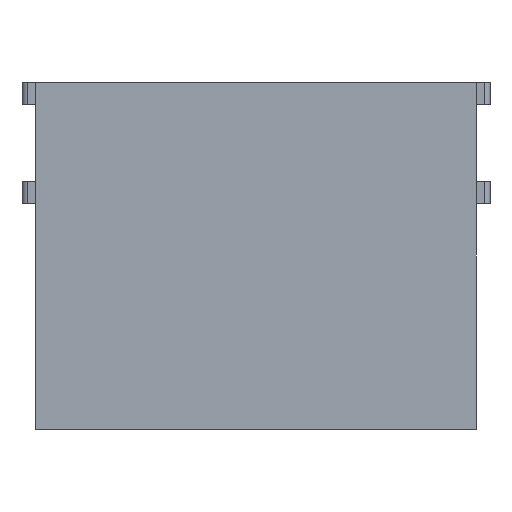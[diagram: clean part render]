
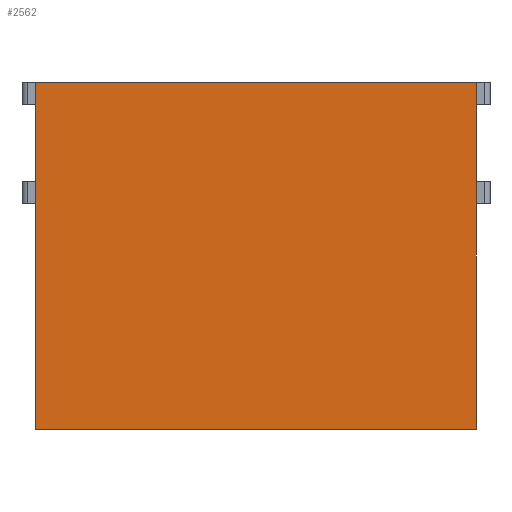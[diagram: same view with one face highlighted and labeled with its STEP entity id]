
A CAD part, front view. The second image highlights one B-rep face of the part: STEP entity #2562.
In plain terms, the highlighted planar face has unit normal (0, -1, 0).
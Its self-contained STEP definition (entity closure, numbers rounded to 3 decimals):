
#111 = PLANE('',#112);
#112 = AXIS2_PLACEMENT_3D('',#113,#114,#115);
#113 = CARTESIAN_POINT('',(-281.5,59.,133.));
#114 = DIRECTION('',(0.,0.,1.));
#115 = DIRECTION('',(0.,-1.,0.));
#274 = PLANE('',#275);
#275 = AXIS2_PLACEMENT_3D('',#276,#277,#278);
#276 = CARTESIAN_POINT('',(-279.,93.,70.));
#277 = DIRECTION('',(1.,0.,0.));
#278 = DIRECTION('',(0.,0.,1.));
#442 = VERTEX_POINT('',#443);
#443 = CARTESIAN_POINT('',(-279.,13.,133.));
#464 = EDGE_CURVE('',#442,#465,#467,.T.);
#465 = VERTEX_POINT('',#466);
#466 = CARTESIAN_POINT('',(-199.,13.,133.));
#467 = SURFACE_CURVE('',#468,(#472,#479),.PCURVE_S1.);
#468 = LINE('',#469,#470);
#469 = CARTESIAN_POINT('',(-279.,13.,133.));
#470 = VECTOR('',#471,1.);
#471 = DIRECTION('',(1.,0.,0.));
#472 = PCURVE('',#111,#473);
#473 = DEFINITIONAL_REPRESENTATION('',(#474),#478);
#474 = LINE('',#475,#476);
#475 = CARTESIAN_POINT('',(46.,2.5));
#476 = VECTOR('',#477,1.);
#477 = DIRECTION('',(0.,1.));
#478 = ( GEOMETRIC_REPRESENTATION_CONTEXT(2) 
PARAMETRIC_REPRESENTATION_CONTEXT() REPRESENTATION_CONTEXT('2D SPACE',''
  ) );
#479 = PCURVE('',#480,#485);
#480 = PLANE('',#481);
#481 = AXIS2_PLACEMENT_3D('',#482,#483,#484);
#482 = CARTESIAN_POINT('',(-279.,13.,70.));
#483 = DIRECTION('',(0.,-1.,0.));
#484 = DIRECTION('',(0.,0.,1.));
#485 = DEFINITIONAL_REPRESENTATION('',(#486),#490);
#486 = LINE('',#487,#488);
#487 = CARTESIAN_POINT('',(63.,0.));
#488 = VECTOR('',#489,1.);
#489 = DIRECTION('',(0.,-1.));
#490 = ( GEOMETRIC_REPRESENTATION_CONTEXT(2) 
PARAMETRIC_REPRESENTATION_CONTEXT() REPRESENTATION_CONTEXT('2D SPACE',''
  ) );
#508 = PLANE('',#509);
#509 = AXIS2_PLACEMENT_3D('',#510,#511,#512);
#510 = CARTESIAN_POINT('',(-199.,93.,70.));
#511 = DIRECTION('',(1.,0.,0.));
#512 = DIRECTION('',(0.,0.,1.));
#1171 = EDGE_CURVE('',#1172,#442,#1174,.T.);
#1172 = VERTEX_POINT('',#1173);
#1173 = CARTESIAN_POINT('',(-279.,13.,70.));
#1174 = SURFACE_CURVE('',#1175,(#1179,#1186),.PCURVE_S1.);
#1175 = LINE('',#1176,#1177);
#1176 = CARTESIAN_POINT('',(-279.,13.,70.));
#1177 = VECTOR('',#1178,1.);
#1178 = DIRECTION('',(0.,0.,1.));
#1179 = PCURVE('',#274,#1180);
#1180 = DEFINITIONAL_REPRESENTATION('',(#1181),#1185);
#1181 = LINE('',#1182,#1183);
#1182 = CARTESIAN_POINT('',(0.,80.));
#1183 = VECTOR('',#1184,1.);
#1184 = DIRECTION('',(1.,0.));
#1185 = ( GEOMETRIC_REPRESENTATION_CONTEXT(2) 
PARAMETRIC_REPRESENTATION_CONTEXT() REPRESENTATION_CONTEXT('2D SPACE',''
  ) );
#1186 = PCURVE('',#480,#1187);
#1187 = DEFINITIONAL_REPRESENTATION('',(#1188),#1192);
#1188 = LINE('',#1189,#1190);
#1189 = CARTESIAN_POINT('',(0.,0.));
#1190 = VECTOR('',#1191,1.);
#1191 = DIRECTION('',(1.,0.));
#1192 = ( GEOMETRIC_REPRESENTATION_CONTEXT(2) 
PARAMETRIC_REPRESENTATION_CONTEXT() REPRESENTATION_CONTEXT('2D SPACE',''
  ) );
#1210 = PLANE('',#1211);
#1211 = AXIS2_PLACEMENT_3D('',#1212,#1213,#1214);
#1212 = CARTESIAN_POINT('',(-279.,93.,70.));
#1213 = DIRECTION('',(0.,0.,1.));
#1214 = DIRECTION('',(0.,-1.,0.));
#1889 = EDGE_CURVE('',#1890,#465,#1892,.T.);
#1890 = VERTEX_POINT('',#1891);
#1891 = CARTESIAN_POINT('',(-199.,13.,70.));
#1892 = SURFACE_CURVE('',#1893,(#1897,#1904),.PCURVE_S1.);
#1893 = LINE('',#1894,#1895);
#1894 = CARTESIAN_POINT('',(-199.,13.,70.));
#1895 = VECTOR('',#1896,1.);
#1896 = DIRECTION('',(0.,0.,1.));
#1897 = PCURVE('',#508,#1898);
#1898 = DEFINITIONAL_REPRESENTATION('',(#1899),#1903);
#1899 = LINE('',#1900,#1901);
#1900 = CARTESIAN_POINT('',(0.,80.));
#1901 = VECTOR('',#1902,1.);
#1902 = DIRECTION('',(1.,0.));
#1903 = ( GEOMETRIC_REPRESENTATION_CONTEXT(2) 
PARAMETRIC_REPRESENTATION_CONTEXT() REPRESENTATION_CONTEXT('2D SPACE',''
  ) );
#1904 = PCURVE('',#480,#1905);
#1905 = DEFINITIONAL_REPRESENTATION('',(#1906),#1910);
#1906 = LINE('',#1907,#1908);
#1907 = CARTESIAN_POINT('',(0.,-80.));
#1908 = VECTOR('',#1909,1.);
#1909 = DIRECTION('',(1.,0.));
#1910 = ( GEOMETRIC_REPRESENTATION_CONTEXT(2) 
PARAMETRIC_REPRESENTATION_CONTEXT() REPRESENTATION_CONTEXT('2D SPACE',''
  ) );
#2562 = ADVANCED_FACE('',(#2563),#480,.T.);
#2563 = FACE_BOUND('',#2564,.T.);
#2564 = EDGE_LOOP('',(#2565,#2566,#2587,#2588));
#2565 = ORIENTED_EDGE('',*,*,#1171,.F.);
#2566 = ORIENTED_EDGE('',*,*,#2567,.T.);
#2567 = EDGE_CURVE('',#1172,#1890,#2568,.T.);
#2568 = SURFACE_CURVE('',#2569,(#2573,#2580),.PCURVE_S1.);
#2569 = LINE('',#2570,#2571);
#2570 = CARTESIAN_POINT('',(-279.,13.,70.));
#2571 = VECTOR('',#2572,1.);
#2572 = DIRECTION('',(1.,0.,0.));
#2573 = PCURVE('',#480,#2574);
#2574 = DEFINITIONAL_REPRESENTATION('',(#2575),#2579);
#2575 = LINE('',#2576,#2577);
#2576 = CARTESIAN_POINT('',(0.,0.));
#2577 = VECTOR('',#2578,1.);
#2578 = DIRECTION('',(0.,-1.));
#2579 = ( GEOMETRIC_REPRESENTATION_CONTEXT(2) 
PARAMETRIC_REPRESENTATION_CONTEXT() REPRESENTATION_CONTEXT('2D SPACE',''
  ) );
#2580 = PCURVE('',#1210,#2581);
#2581 = DEFINITIONAL_REPRESENTATION('',(#2582),#2586);
#2582 = LINE('',#2583,#2584);
#2583 = CARTESIAN_POINT('',(80.,0.));
#2584 = VECTOR('',#2585,1.);
#2585 = DIRECTION('',(0.,1.));
#2586 = ( GEOMETRIC_REPRESENTATION_CONTEXT(2) 
PARAMETRIC_REPRESENTATION_CONTEXT() REPRESENTATION_CONTEXT('2D SPACE',''
  ) );
#2587 = ORIENTED_EDGE('',*,*,#1889,.T.);
#2588 = ORIENTED_EDGE('',*,*,#464,.F.);
